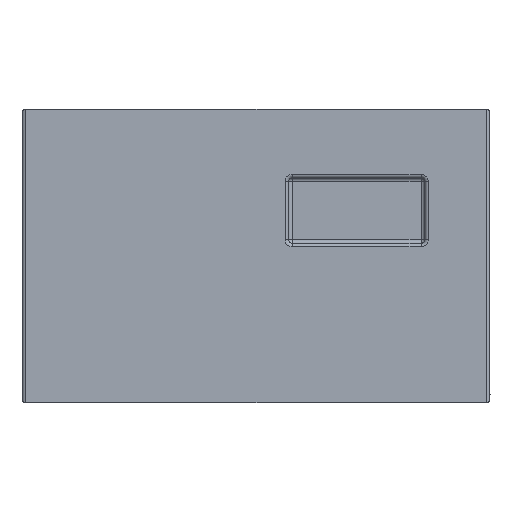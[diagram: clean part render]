
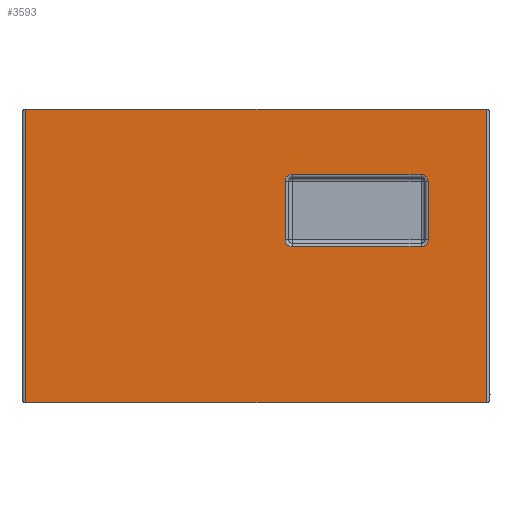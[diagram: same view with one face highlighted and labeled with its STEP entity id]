
A CAD part, front view. The second image highlights one B-rep face of the part: STEP entity #3593.
In plain terms, the highlighted planar face has unit normal (0, -1, 0).
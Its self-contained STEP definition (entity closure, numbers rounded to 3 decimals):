
#39=FACE_BOUND('',#634,.T.);
#416=FACE_OUTER_BOUND('',#633,.T.);
#633=EDGE_LOOP('',(#2761,#2762,#2763,#2764));
#634=EDGE_LOOP('',(#2765,#2766,#2767,#2768,#2769,#2770,#2771,#2772));
#813=CIRCLE('',#3861,0.2);
#820=CIRCLE('',#3870,0.2);
#822=CIRCLE('',#3873,0.2);
#828=CIRCLE('',#3880,0.2);
#976=LINE('',#7207,#1267);
#979=LINE('',#7328,#1270);
#981=LINE('',#7331,#1272);
#987=LINE('',#7340,#1278);
#989=LINE('',#7343,#1280);
#1003=LINE('',#7365,#1294);
#1004=LINE('',#7367,#1295);
#1005=LINE('',#7368,#1296);
#1267=VECTOR('',#4314,10.);
#1270=VECTOR('',#4391,10.);
#1272=VECTOR('',#4395,10.);
#1278=VECTOR('',#4407,10.);
#1280=VECTOR('',#4411,10.);
#1294=VECTOR('',#4439,10.);
#1295=VECTOR('',#4440,10.);
#1296=VECTOR('',#4441,10.);
#1575=VERTEX_POINT('',#7204);
#1576=VERTEX_POINT('',#7206);
#1589=VERTEX_POINT('',#7288);
#1590=VERTEX_POINT('',#7290);
#1596=VERTEX_POINT('',#7304);
#1597=VERTEX_POINT('',#7306);
#1598=VERTEX_POINT('',#7310);
#1599=VERTEX_POINT('',#7311);
#1604=VERTEX_POINT('',#7322);
#1605=VERTEX_POINT('',#7324);
#1606=VERTEX_POINT('',#7364);
#1607=VERTEX_POINT('',#7366);
#1967=EDGE_CURVE('',#1576,#1575,#976,.T.);
#1982=EDGE_CURVE('',#1589,#1590,#813,.T.);
#1989=EDGE_CURVE('',#1596,#1597,#820,.T.);
#1991=EDGE_CURVE('',#1598,#1599,#822,.T.);
#1997=EDGE_CURVE('',#1604,#1605,#828,.T.);
#1999=EDGE_CURVE('',#1599,#1604,#979,.T.);
#2001=EDGE_CURVE('',#1605,#1596,#981,.T.);
#2007=EDGE_CURVE('',#1590,#1598,#987,.T.);
#2009=EDGE_CURVE('',#1597,#1589,#989,.T.);
#2023=EDGE_CURVE('',#1576,#1606,#1003,.T.);
#2024=EDGE_CURVE('',#1607,#1575,#1004,.T.);
#2025=EDGE_CURVE('',#1606,#1607,#1005,.T.);
#2761=ORIENTED_EDGE('',*,*,#2023,.F.);
#2762=ORIENTED_EDGE('',*,*,#1967,.T.);
#2763=ORIENTED_EDGE('',*,*,#2024,.F.);
#2764=ORIENTED_EDGE('',*,*,#2025,.F.);
#2765=ORIENTED_EDGE('',*,*,#1997,.F.);
#2766=ORIENTED_EDGE('',*,*,#1999,.F.);
#2767=ORIENTED_EDGE('',*,*,#1991,.F.);
#2768=ORIENTED_EDGE('',*,*,#2007,.F.);
#2769=ORIENTED_EDGE('',*,*,#1982,.F.);
#2770=ORIENTED_EDGE('',*,*,#2009,.F.);
#2771=ORIENTED_EDGE('',*,*,#1989,.F.);
#2772=ORIENTED_EDGE('',*,*,#2001,.F.);
#3459=PLANE('',#3894);
#3593=ADVANCED_FACE('',(#416,#39),#3459,.F.);
#3861=AXIS2_PLACEMENT_3D('',#7291,#4347,#4348);
#3870=AXIS2_PLACEMENT_3D('',#7307,#4365,#4366);
#3873=AXIS2_PLACEMENT_3D('',#7312,#4371,#4372);
#3880=AXIS2_PLACEMENT_3D('',#7325,#4385,#4386);
#3894=AXIS2_PLACEMENT_3D('',#7363,#4437,#4438);
#4314=DIRECTION('',(-1.,0.,0.));
#4347=DIRECTION('center_axis',(0.,-1.,0.));
#4348=DIRECTION('ref_axis',(-0.707,0.,0.707));
#4365=DIRECTION('center_axis',(0.,-1.,0.));
#4366=DIRECTION('ref_axis',(0.707,0.,0.707));
#4371=DIRECTION('center_axis',(0.,-1.,0.));
#4372=DIRECTION('ref_axis',(-0.707,0.,-0.707));
#4385=DIRECTION('center_axis',(0.,-1.,0.));
#4386=DIRECTION('ref_axis',(0.707,0.,-0.707));
#4391=DIRECTION('',(1.,0.,0.));
#4395=DIRECTION('',(0.,0.,1.));
#4407=DIRECTION('',(0.,0.,-1.));
#4411=DIRECTION('',(-1.,0.,0.));
#4437=DIRECTION('center_axis',(0.,1.,0.));
#4438=DIRECTION('ref_axis',(1.,0.,0.));
#4439=DIRECTION('',(0.,0.,-1.));
#4440=DIRECTION('',(0.,0.,1.));
#4441=DIRECTION('',(-1.,0.,0.));
#7204=CARTESIAN_POINT('',(0.1,0.,8.1));
#7206=CARTESIAN_POINT('',(12.8,0.,8.1));
#7207=CARTESIAN_POINT('',(12.9,0.,8.1));
#7288=CARTESIAN_POINT('',(7.45,0.,6.3));
#7290=CARTESIAN_POINT('',(7.25,0.,6.1));
#7291=CARTESIAN_POINT('Origin',(7.45,0.,6.1));
#7304=CARTESIAN_POINT('',(11.2,0.,6.1));
#7306=CARTESIAN_POINT('',(11.,0.,6.3));
#7307=CARTESIAN_POINT('Origin',(11.,0.,6.1));
#7310=CARTESIAN_POINT('',(7.25,0.,4.5));
#7311=CARTESIAN_POINT('',(7.45,0.,4.3));
#7312=CARTESIAN_POINT('Origin',(7.45,0.,4.5));
#7322=CARTESIAN_POINT('',(11.,0.,4.3));
#7324=CARTESIAN_POINT('',(11.2,0.,4.5));
#7325=CARTESIAN_POINT('Origin',(11.,0.,4.5));
#7328=CARTESIAN_POINT('',(8.775,0.,4.3));
#7331=CARTESIAN_POINT('',(11.2,0.,5.125));
#7340=CARTESIAN_POINT('',(7.25,0.,4.225));
#7343=CARTESIAN_POINT('',(6.9,0.,6.3));
#7363=CARTESIAN_POINT('Origin',(6.45,0.,4.05));
#7364=CARTESIAN_POINT('',(12.8,0.,0.));
#7365=CARTESIAN_POINT('',(12.8,0.,6.075));
#7366=CARTESIAN_POINT('',(0.1,0.,0.));
#7367=CARTESIAN_POINT('',(0.1,0.,2.025));
#7368=CARTESIAN_POINT('',(12.9,0.,0.));
